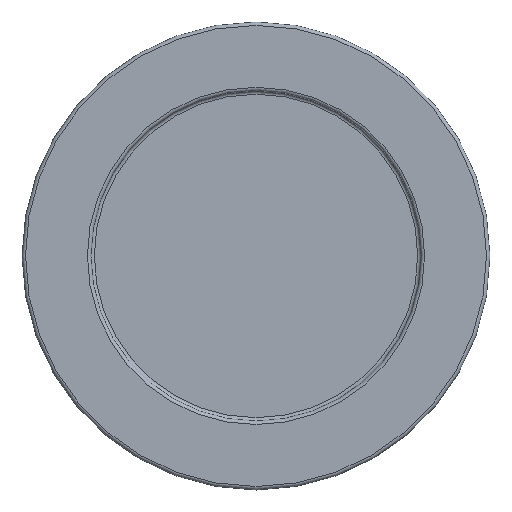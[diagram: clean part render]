
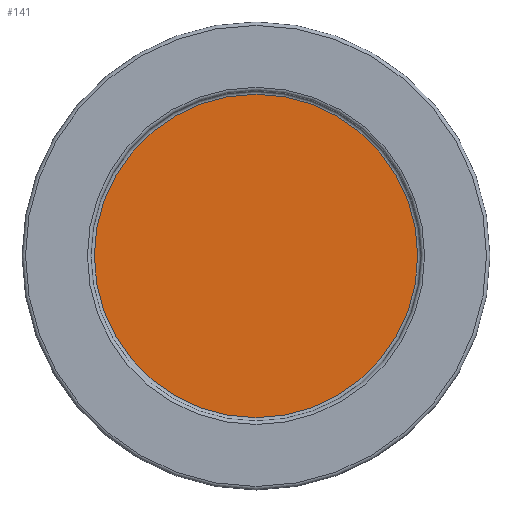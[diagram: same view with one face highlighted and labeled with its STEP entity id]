
A CAD part, top view. The second image highlights one B-rep face of the part: STEP entity #141.
In plain terms, the highlighted planar face has unit normal (0, 0, 1).
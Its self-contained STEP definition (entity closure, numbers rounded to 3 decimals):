
#23=PLANE('',#182);
#34=FACE_OUTER_BOUND('',#47,.T.);
#47=EDGE_LOOP('',(#124));
#62=CIRCLE('',#180,23.5);
#73=VERTEX_POINT('',#275);
#89=EDGE_CURVE('',#73,#73,#62,.T.);
#124=ORIENTED_EDGE('',*,*,#89,.F.);
#141=ADVANCED_FACE('',(#34),#23,.T.);
#180=AXIS2_PLACEMENT_3D('',#276,#234,#235);
#182=AXIS2_PLACEMENT_3D('',#278,#238,#239);
#234=DIRECTION('center_axis',(0.,0.,-1.));
#235=DIRECTION('ref_axis',(-1.,0.,0.));
#238=DIRECTION('center_axis',(0.,0.,1.));
#239=DIRECTION('ref_axis',(-1.,0.,0.));
#275=CARTESIAN_POINT('',(23.5,0.,9.));
#276=CARTESIAN_POINT('Origin',(0.,0.,9.));
#278=CARTESIAN_POINT('Origin',(0.,0.,9.));
